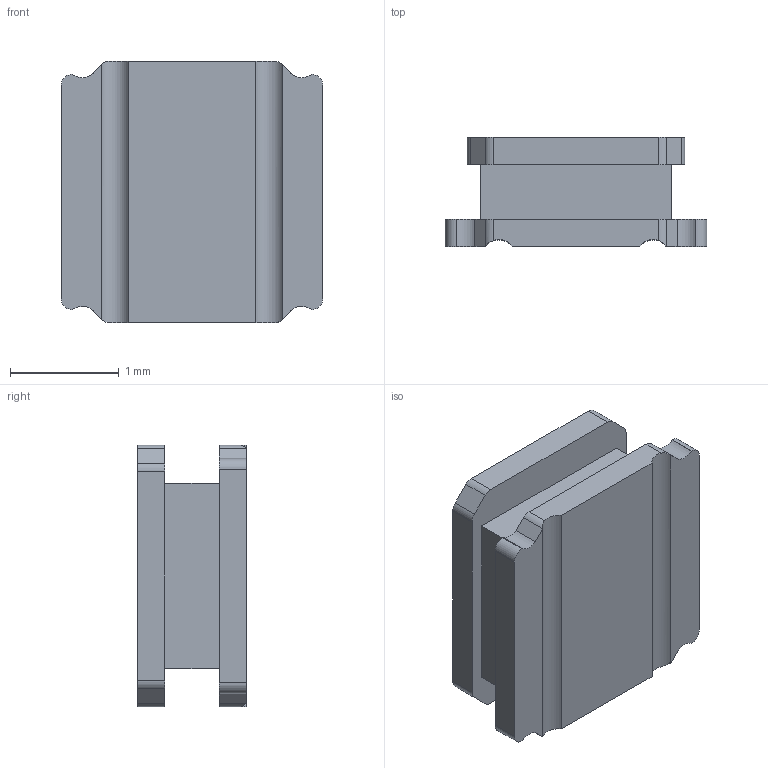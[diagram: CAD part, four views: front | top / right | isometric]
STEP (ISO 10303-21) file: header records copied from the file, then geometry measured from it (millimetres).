
FILE_DESCRIPTION (( 'STEP AP214' ), '1' );
FILE_NAME ('ASPI-2410.STEP', '2013-10-14T06:26:22', ( '' ), ( '' ), 'SwSTEP 2.0', 'SolidWorks 2012', '' );
FILE_SCHEMA (( 'AUTOMOTIVE_DESIGN' ));
Length unit declared in the file: millimetre
Products named in the file (1): ASPI-2410
Bounding box: 2.4 x 1 x 2.4 mm (x, y, z)
Volume: 4 mm3; surface area: 22.6 mm2
Topology: 1 solids, 1 shells, 157 faces, 416 edges, 276 vertices
Faces by surface type: plane 97, bspline 36, cylinder 24
Entity records: 7552 total; most frequent: CARTESIAN_POINT 3188, ORIENTED_EDGE 832, DIRECTION 628, EDGE_CURVE 416, LINE 296, VECTOR 296, VERTEX_POINT 276, EDGE_LOOP 172
